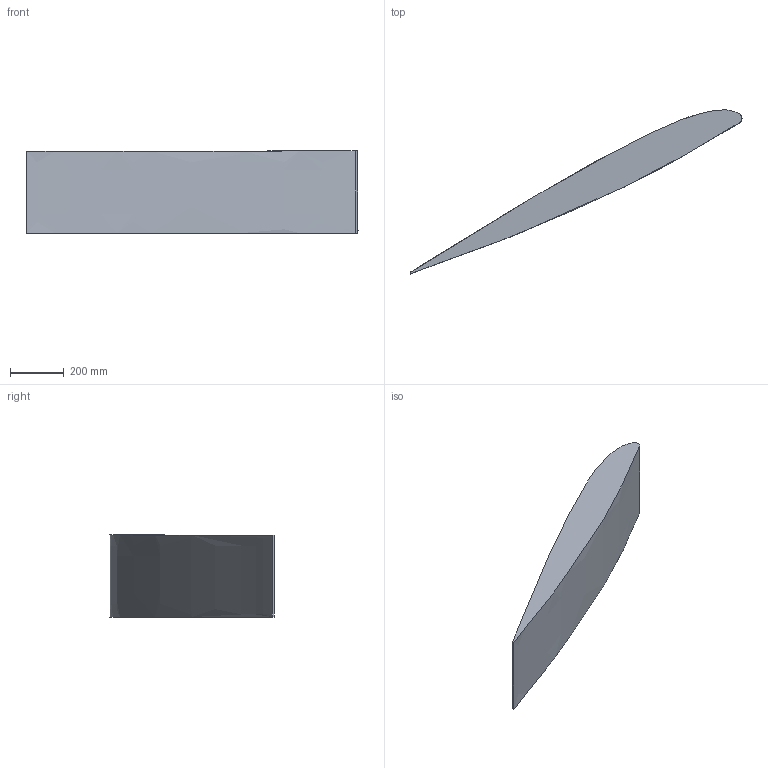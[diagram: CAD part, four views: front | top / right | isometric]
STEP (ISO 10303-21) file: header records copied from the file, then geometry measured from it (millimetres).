
FILE_DESCRIPTION(('CATIA V5 STEP Exchange'),'2;1');
FILE_NAME('clean wing.stp','2018-05-02T04:50:09+00:00',('none'),('none'),'CATIA Version 5 Release 20 GA (IN-10)','CATIA V5 STEP AP203','none');
FILE_SCHEMA(('CONFIG_CONTROL_DESIGN'));
Length unit declared in the file: millimetre
Products named in the file (1): Product1.2.2.4
Bounding box: 1230.51 x 607.96 x 304.11 mm (x, y, z)
Volume: 38269225 mm3; surface area: 1093034.1 mm2
Topology: 1 solids, 1 shells, 6 faces, 12 edges, 8 vertices
Faces by surface type: plane 4, extrusion 2
Entity records: 908 total; most frequent: CARTESIAN_POINT 749, ORIENTED_EDGE 24, DIRECTION 16, EDGE_CURVE 12, VECTOR 8, B_SPLINE_CURVE_WITH_KNOTS 8, VERTEX_POINT 8, ADVANCED_FACE 6
